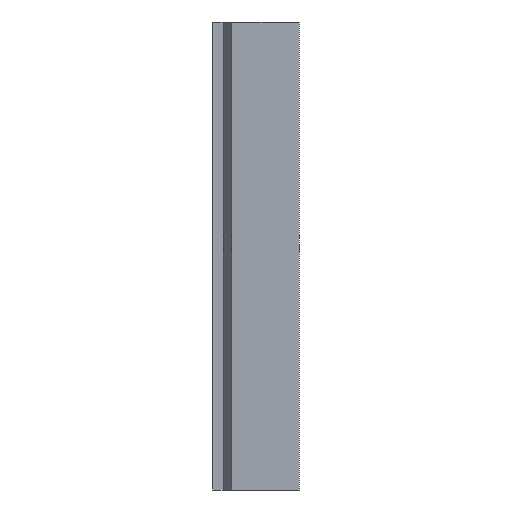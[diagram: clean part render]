
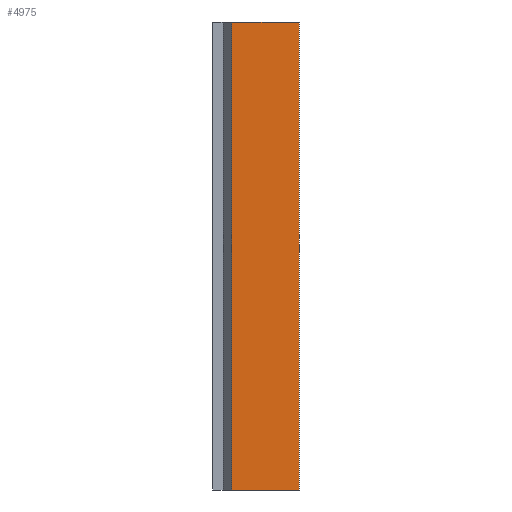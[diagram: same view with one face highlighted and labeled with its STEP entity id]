
A CAD part, left-side view. The second image highlights one B-rep face of the part: STEP entity #4975.
In plain terms, the highlighted planar face has unit normal (-1, 0, 0).
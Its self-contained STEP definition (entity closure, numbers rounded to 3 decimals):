
#208 = CARTESIAN_POINT ( 'NONE',  ( -21., 7., 0. ) ) ;
#248 = CARTESIAN_POINT ( 'NONE',  ( -21., -12.5, 0. ) ) ;
#479 = CARTESIAN_POINT ( 'NONE',  ( -21., -12.5, 135. ) ) ;
#480 = CARTESIAN_POINT ( 'NONE',  ( -21., 7., 135. ) ) ;
#684 = DIRECTION ( 'NONE',  ( 0., 1., 0. ) ) ;
#685 = DIRECTION ( 'NONE',  ( 1., 0., 0. ) ) ;
#687 = CARTESIAN_POINT ( 'NONE',  ( -21., 7., 135. ) ) ;
#688 = PLANE ( 'NONE',  #5065 ) ;
#3582 = LINE ( 'NONE', #7706, #3885 ) ;
#3705 = LINE ( 'NONE', #7708, #3746 ) ;
#3746 = VECTOR ( 'NONE', #7707, 1000. ) ;
#3874 = FACE_OUTER_BOUND ( 'NONE', #6673, .T. ) ;
#3885 = VECTOR ( 'NONE', #7705, 1000. ) ;
#4654 = EDGE_CURVE ( 'NONE', #7317, #7318, #11471, .T. ) ;
#4674 = EDGE_CURVE ( 'NONE', #13178, #12947, #11465, .T. ) ;
#4722 = EDGE_CURVE ( 'NONE', #7317, #13178, #3705, .T. ) ;
#4723 = EDGE_CURVE ( 'NONE', #7318, #12947, #3582, .T. ) ;
#4975 = ADVANCED_FACE ( 'NONE', ( #3874 ), #688, .F. ) ;
#5065 = AXIS2_PLACEMENT_3D ( 'NONE', #687, #685, #684 ) ;
#6673 = EDGE_LOOP ( 'NONE', ( #6789, #6994, #6878, #6757 ) ) ;
#6757 = ORIENTED_EDGE ( 'NONE', *, *, #4722, .T. ) ;
#6789 = ORIENTED_EDGE ( 'NONE', *, *, #4674, .T. ) ;
#6878 = ORIENTED_EDGE ( 'NONE', *, *, #4654, .F. ) ;
#6994 = ORIENTED_EDGE ( 'NONE', *, *, #4723, .F. ) ;
#7317 = VERTEX_POINT ( 'NONE', #480 ) ;
#7318 = VERTEX_POINT ( 'NONE', #479 ) ;
#7705 = DIRECTION ( 'NONE',  ( 0., 0., -1. ) ) ;
#7706 = CARTESIAN_POINT ( 'NONE',  ( -21., -12.5, 135. ) ) ;
#7707 = DIRECTION ( 'NONE',  ( 0., 0., -1. ) ) ;
#7708 = CARTESIAN_POINT ( 'NONE',  ( -21., 7., 135. ) ) ;
#7868 = DIRECTION ( 'NONE',  ( 0., -1., 0. ) ) ;
#7869 = CARTESIAN_POINT ( 'NONE',  ( -21., 7., 0. ) ) ;
#7915 = DIRECTION ( 'NONE',  ( 0., -1., 0. ) ) ;
#7916 = CARTESIAN_POINT ( 'NONE',  ( -21., 7., 135. ) ) ;
#11465 = LINE ( 'NONE', #7869, #11480 ) ;
#11469 = VECTOR ( 'NONE', #7915, 1000. ) ;
#11471 = LINE ( 'NONE', #7916, #11469 ) ;
#11480 = VECTOR ( 'NONE', #7868, 1000. ) ;
#12947 = VERTEX_POINT ( 'NONE', #248 ) ;
#13178 = VERTEX_POINT ( 'NONE', #208 ) ;
